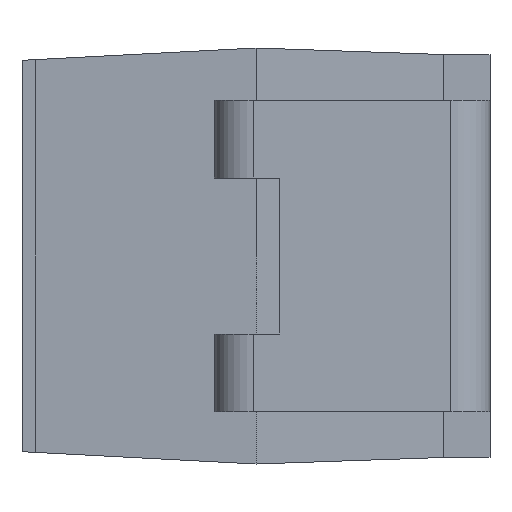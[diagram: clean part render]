
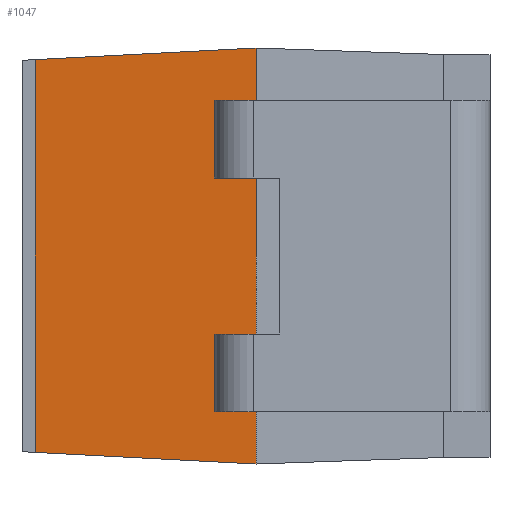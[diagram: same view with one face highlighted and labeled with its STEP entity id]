
A CAD part, left-side view. The second image highlights one B-rep face of the part: STEP entity #1047.
In plain terms, the highlighted planar face has unit normal (-0.999, 0.052, 0).
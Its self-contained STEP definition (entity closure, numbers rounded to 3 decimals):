
#191 = DIRECTION ( 'NONE',  ( -0.052, -0.999, 0. ) ) ;
#209 = FACE_OUTER_BOUND ( 'NONE', #1317, .T. ) ;
#268 = VECTOR ( 'NONE', #340, 1000. ) ;
#326 = EDGE_CURVE ( 'NONE', #658, #726, #2181, .T. ) ;
#340 = DIRECTION ( 'NONE',  ( 0., 0., 1. ) ) ;
#434 = CARTESIAN_POINT ( 'NONE',  ( -1.38, 1.75, 0.755 ) ) ;
#550 = PLANE ( 'NONE',  #1733 ) ;
#599 = CARTESIAN_POINT ( 'NONE',  ( -1.425, 0.9, 0.8 ) ) ;
#620 = EDGE_CURVE ( 'NONE', #1200, #845, #2152, .T. ) ;
#623 = VECTOR ( 'NONE', #991, 1000. ) ;
#658 = VERTEX_POINT ( 'NONE', #1773 ) ;
#723 = VECTOR ( 'NONE', #986, 1000. ) ;
#726 = VERTEX_POINT ( 'NONE', #1928 ) ;
#743 = DIRECTION ( 'NONE',  ( -0.999, 0.052, 0. ) ) ;
#845 = VERTEX_POINT ( 'NONE', #1079 ) ;
#986 = DIRECTION ( 'NONE',  ( 0., 0., 1. ) ) ;
#991 = DIRECTION ( 'NONE',  ( -0.052, -0.997, -0.052 ) ) ;
#1047 = ADVANCED_FACE ( 'NONE', ( #209 ), #550, .T. ) ;
#1079 = CARTESIAN_POINT ( 'NONE',  ( -1.425, 0.9, 0.8 ) ) ;
#1176 = CARTESIAN_POINT ( 'NONE',  ( -1.425, 0.9, 0.8 ) ) ;
#1187 = DIRECTION ( 'NONE',  ( -0.052, -0.997, 0.052 ) ) ;
#1200 = VERTEX_POINT ( 'NONE', #434 ) ;
#1204 = VECTOR ( 'NONE', #1187, 1000. ) ;
#1265 = CARTESIAN_POINT ( 'NONE',  ( -1.425, 0.9, 0.8 ) ) ;
#1303 = ORIENTED_EDGE ( 'NONE', *, *, #620, .F. ) ;
#1317 = EDGE_LOOP ( 'NONE', ( #1303, #2312, #1623, #1778 ) ) ;
#1329 = EDGE_CURVE ( 'NONE', #658, #1200, #1699, .T. ) ;
#1532 = CARTESIAN_POINT ( 'NONE',  ( -1.421, 0.983, -0.796 ) ) ;
#1623 = ORIENTED_EDGE ( 'NONE', *, *, #326, .T. ) ;
#1699 = LINE ( 'NONE', #2314, #268 ) ;
#1733 = AXIS2_PLACEMENT_3D ( 'NONE', #1265, #743, #191 ) ;
#1773 = CARTESIAN_POINT ( 'NONE',  ( -1.38, 1.75, -0.755 ) ) ;
#1778 = ORIENTED_EDGE ( 'NONE', *, *, #2184, .T. ) ;
#1928 = CARTESIAN_POINT ( 'NONE',  ( -1.425, 0.9, -0.8 ) ) ;
#2152 = LINE ( 'NONE', #1176, #1204 ) ;
#2166 = LINE ( 'NONE', #599, #723 ) ;
#2181 = LINE ( 'NONE', #1532, #623 ) ;
#2184 = EDGE_CURVE ( 'NONE', #726, #845, #2166, .T. ) ;
#2312 = ORIENTED_EDGE ( 'NONE', *, *, #1329, .F. ) ;
#2314 = CARTESIAN_POINT ( 'NONE',  ( -1.38, 1.75, -0.8 ) ) ;
